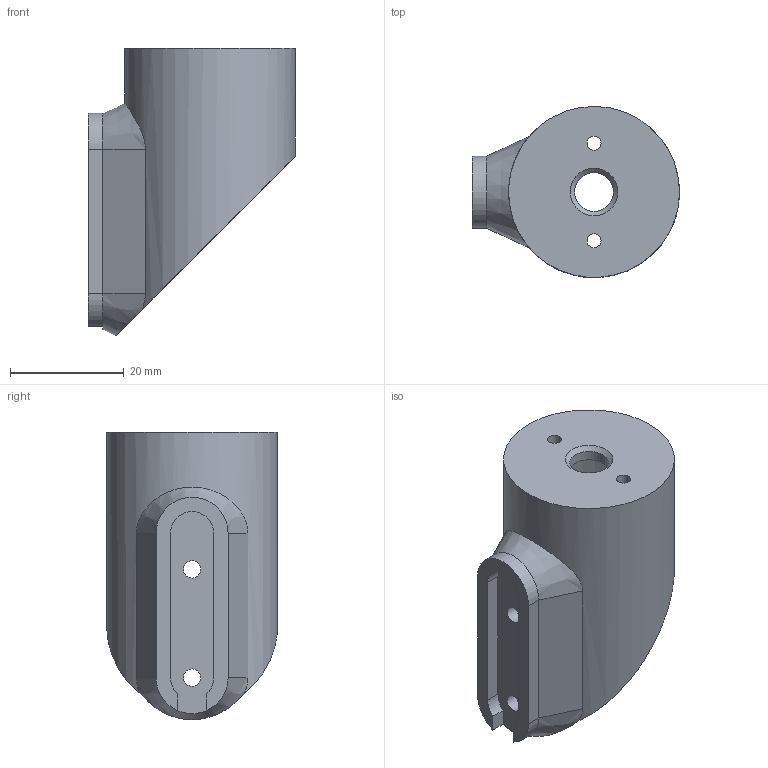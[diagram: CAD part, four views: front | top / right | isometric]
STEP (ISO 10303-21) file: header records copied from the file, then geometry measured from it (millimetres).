
FILE_DESCRIPTION(/* description */ (''),/* implementation_level */ '2;1');
FILE_NAME(/* name */ 'Motor Mount.ipt.stp',/* time_stamp */ '2014-03-02T16:00:03-05:00',/* author */ ('Spooner'),/* organization */ (''),/* preprocessor_version */ 'ST-DEVELOPER v15.2',/* originating_system */ 'Autodesk Inventor 2014',/* authorisation */ '');
FILE_SCHEMA (('AUTOMOTIVE_DESIGN { 1 0 10303 214 3 1 1 }'));
Length unit declared in the file: inch
Products named in the file (1): Motor Mount
Bounding box: 36.45 x 30.06 x 50.59 mm (x, y, z)
Volume: 11505.1 mm3; surface area: 8138.5 mm2
Topology: 1 solids, 1 shells, 39 faces, 101 edges, 67 vertices
Faces by surface type: cylinder 17, plane 17, cone 5
Full cylindrical faces by diameter (mm): 2.464 x2, 3.048 x2, 4.699 x2, 5.893 x2, 6.858 x1, 25.019 x1, 30.099 x1
Entity records: 1137 total; most frequent: CARTESIAN_POINT 263, DIRECTION 184, ORIENTED_EDGE 144, AXIS2_PLACEMENT_3D 77, EDGE_CURVE 72, EDGE_LOOP 68, VERTEX_POINT 54, ADVANCED_FACE 39
